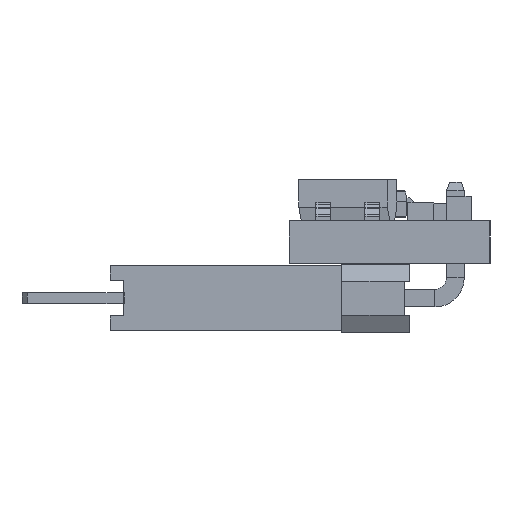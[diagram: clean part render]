
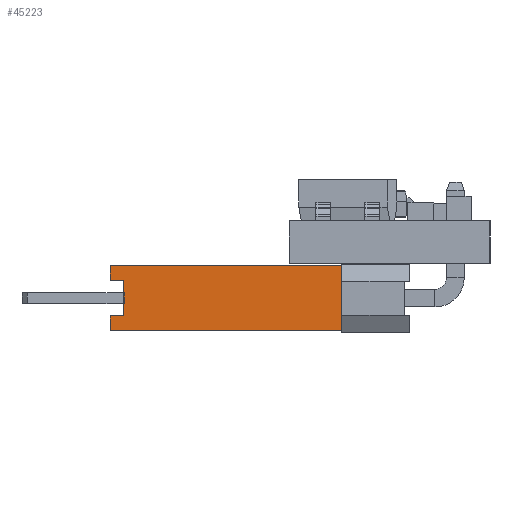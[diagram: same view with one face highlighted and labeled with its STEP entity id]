
A CAD part, left-side view. The second image highlights one B-rep face of the part: STEP entity #45223.
In plain terms, the highlighted planar face has unit normal (-1, 0, 0).
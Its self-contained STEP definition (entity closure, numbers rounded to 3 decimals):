
#2346 = CARTESIAN_POINT ( 'NONE',  ( 12.754, 13.945, -1.92 ) ) ;
#4727 = PLANE ( 'NONE',  #92593 ) ;
#4919 = DIRECTION ( 'NONE',  ( 0., 0., -1. ) ) ;
#4951 = EDGE_CURVE ( 'NONE', #60294, #43140, #87007, .T. ) ;
#6556 = EDGE_CURVE ( 'NONE', #43140, #69969, #9021, .T. ) ;
#6692 = ORIENTED_EDGE ( 'NONE', *, *, #6556, .T. ) ;
#7667 = CARTESIAN_POINT ( 'NONE',  ( 12.754, 13.445, -0.62 ) ) ;
#9021 = LINE ( 'NONE', #27113, #39556 ) ;
#11028 = CARTESIAN_POINT ( 'NONE',  ( 12.754, 13.445, -1.92 ) ) ;
#12925 = DIRECTION ( 'NONE',  ( 0., -1., 0. ) ) ;
#14690 = VERTEX_POINT ( 'NONE', #68083 ) ;
#14942 = VECTOR ( 'NONE', #89961, 1000. ) ;
#15368 = CARTESIAN_POINT ( 'NONE',  ( 12.754, 13.945, -0.07 ) ) ;
#15663 = DIRECTION ( 'NONE',  ( 0., 1., 0. ) ) ;
#17164 = LINE ( 'NONE', #23866, #14942 ) ;
#21064 = CARTESIAN_POINT ( 'NONE',  ( 12.754, 13.445, -1.92 ) ) ;
#23069 = CARTESIAN_POINT ( 'NONE',  ( 12.754, 13.945, -2.47 ) ) ;
#23866 = CARTESIAN_POINT ( 'NONE',  ( 12.754, 13.445, -0.62 ) ) ;
#25373 = FACE_OUTER_BOUND ( 'NONE', #51286, .T. ) ;
#27113 = CARTESIAN_POINT ( 'NONE',  ( 12.754, 5.445, -0.07 ) ) ;
#27458 = VECTOR ( 'NONE', #15663, 1000. ) ;
#34544 = VECTOR ( 'NONE', #74732, 1000. ) ;
#34839 = DIRECTION ( 'NONE',  ( 0., -1., 0. ) ) ;
#35152 = VERTEX_POINT ( 'NONE', #79344 ) ;
#39013 = DIRECTION ( 'NONE',  ( 0., 0., -1. ) ) ;
#39556 = VECTOR ( 'NONE', #78925, 1000. ) ;
#39569 = VERTEX_POINT ( 'NONE', #57023 ) ;
#40087 = VERTEX_POINT ( 'NONE', #21064 ) ;
#42034 = DIRECTION ( 'NONE',  ( 1., 0., 0. ) ) ;
#43140 = VERTEX_POINT ( 'NONE', #76483 ) ;
#43778 = ORIENTED_EDGE ( 'NONE', *, *, #62700, .T. ) ;
#44281 = ORIENTED_EDGE ( 'NONE', *, *, #82818, .T. ) ;
#45223 = ADVANCED_FACE ( 'NONE', ( #25373 ), #4727, .F. ) ;
#47566 = EDGE_CURVE ( 'NONE', #14690, #39569, #54383, .T. ) ;
#47714 = CARTESIAN_POINT ( 'NONE',  ( 12.754, 5.445, -0.07 ) ) ;
#49536 = ORIENTED_EDGE ( 'NONE', *, *, #47566, .T. ) ;
#51286 = EDGE_LOOP ( 'NONE', ( #6692, #72765, #49536, #72066, #44281, #71738, #43778, #75270 ) ) ;
#54383 = LINE ( 'NONE', #60345, #80693 ) ;
#56976 = LINE ( 'NONE', #11028, #90093 ) ;
#57023 = CARTESIAN_POINT ( 'NONE',  ( 12.754, 13.945, -0.62 ) ) ;
#60294 = VERTEX_POINT ( 'NONE', #77328 ) ;
#60345 = CARTESIAN_POINT ( 'NONE',  ( 12.754, 13.945, -0.62 ) ) ;
#62700 = EDGE_CURVE ( 'NONE', #35152, #60294, #88560, .T. ) ;
#63511 = VECTOR ( 'NONE', #73921, 1000. ) ;
#64213 = VECTOR ( 'NONE', #34839, 1000. ) ;
#64432 = CARTESIAN_POINT ( 'NONE',  ( 12.754, 5.445, -2.47 ) ) ;
#68083 = CARTESIAN_POINT ( 'NONE',  ( 12.754, 13.945, -0.07 ) ) ;
#69969 = VERTEX_POINT ( 'NONE', #47714 ) ;
#71738 = ORIENTED_EDGE ( 'NONE', *, *, #71944, .T. ) ;
#71944 = EDGE_CURVE ( 'NONE', #40087, #35152, #80149, .T. ) ;
#72066 = ORIENTED_EDGE ( 'NONE', *, *, #91954, .T. ) ;
#72765 = ORIENTED_EDGE ( 'NONE', *, *, #84029, .T. ) ;
#73921 = DIRECTION ( 'NONE',  ( 0., 0., -1. ) ) ;
#74732 = DIRECTION ( 'NONE',  ( 0., 1., 0. ) ) ;
#75270 = ORIENTED_EDGE ( 'NONE', *, *, #4951, .T. ) ;
#76483 = CARTESIAN_POINT ( 'NONE',  ( 12.754, 5.445, -2.47 ) ) ;
#77328 = CARTESIAN_POINT ( 'NONE',  ( 12.754, 13.945, -2.47 ) ) ;
#78925 = DIRECTION ( 'NONE',  ( 0., 0., 1. ) ) ;
#79344 = CARTESIAN_POINT ( 'NONE',  ( 12.754, 13.945, -1.92 ) ) ;
#80149 = LINE ( 'NONE', #2346, #34544 ) ;
#80693 = VECTOR ( 'NONE', #39013, 1000. ) ;
#80935 = LINE ( 'NONE', #15368, #27458 ) ;
#82818 = EDGE_CURVE ( 'NONE', #91434, #40087, #56976, .T. ) ;
#84029 = EDGE_CURVE ( 'NONE', #69969, #14690, #80935, .T. ) ;
#87007 = LINE ( 'NONE', #64432, #64213 ) ;
#88560 = LINE ( 'NONE', #23069, #63511 ) ;
#89961 = DIRECTION ( 'NONE',  ( 0., -1., 0. ) ) ;
#90093 = VECTOR ( 'NONE', #4919, 1000. ) ;
#91434 = VERTEX_POINT ( 'NONE', #7667 ) ;
#91954 = EDGE_CURVE ( 'NONE', #39569, #91434, #17164, .T. ) ;
#92375 = CARTESIAN_POINT ( 'NONE',  ( 12.754, 13.945, -1.27 ) ) ;
#92593 = AXIS2_PLACEMENT_3D ( 'NONE', #92375, #42034, #12925 ) ;
